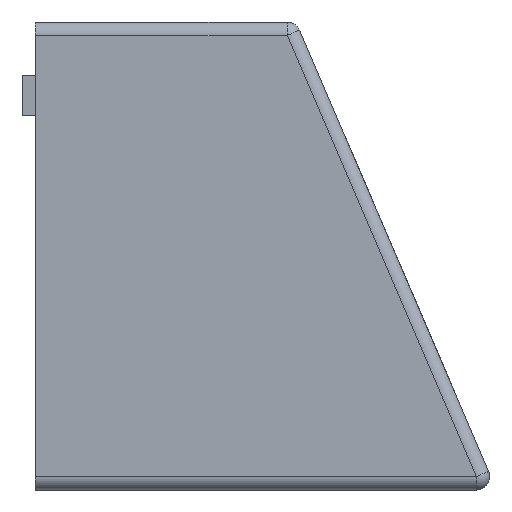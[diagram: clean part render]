
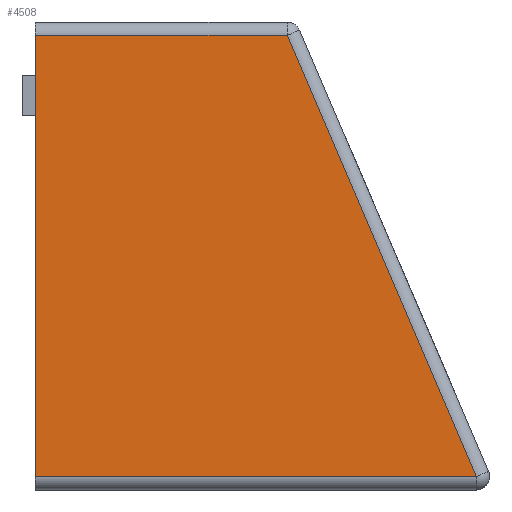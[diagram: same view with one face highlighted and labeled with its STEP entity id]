
A CAD part, front view. The second image highlights one B-rep face of the part: STEP entity #4508.
In plain terms, the highlighted planar face has unit normal (0, -1, 0).
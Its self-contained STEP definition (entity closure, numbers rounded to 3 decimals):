
#416=FACE_OUTER_BOUND('',#699,.T.);
#699=EDGE_LOOP('',(#4018,#4019,#4020,#4021));
#1202=LINE('',#7177,#1742);
#1247=LINE('',#7293,#1787);
#1248=LINE('',#7295,#1788);
#1249=LINE('',#7296,#1789);
#1742=VECTOR('',#5866,10.);
#1787=VECTOR('',#5993,10.);
#1788=VECTOR('',#5994,10.);
#1789=VECTOR('',#5995,10.);
#2166=VERTEX_POINT('',#7174);
#2167=VERTEX_POINT('',#7176);
#2197=VERTEX_POINT('',#7292);
#2198=VERTEX_POINT('',#7294);
#2755=EDGE_CURVE('',#2166,#2167,#1202,.T.);
#2809=EDGE_CURVE('',#2197,#2166,#1247,.T.);
#2810=EDGE_CURVE('',#2198,#2197,#1248,.T.);
#2811=EDGE_CURVE('',#2198,#2167,#1249,.T.);
#4018=ORIENTED_EDGE('',*,*,#2809,.F.);
#4019=ORIENTED_EDGE('',*,*,#2810,.F.);
#4020=ORIENTED_EDGE('',*,*,#2811,.T.);
#4021=ORIENTED_EDGE('',*,*,#2755,.F.);
#4278=PLANE('',#4828);
#4508=ADVANCED_FACE('',(#416),#4278,.F.);
#4828=AXIS2_PLACEMENT_3D('',#7291,#5991,#5992);
#5866=DIRECTION('',(0.,0.,1.));
#5991=DIRECTION('center_axis',(0.,1.,0.));
#5992=DIRECTION('ref_axis',(1.,0.,0.));
#5993=DIRECTION('',(-1.,0.,0.));
#5994=DIRECTION('',(0.394,0.,-0.919));
#5995=DIRECTION('',(-1.,0.,0.));
#7174=CARTESIAN_POINT('',(1.,0.,2.));
#7176=CARTESIAN_POINT('',(1.,0.,68.));
#7177=CARTESIAN_POINT('',(1.,0.,35.));
#7291=CARTESIAN_POINT('Origin',(35.,0.,35.));
#7292=CARTESIAN_POINT('',(66.967,0.,2.));
#7293=CARTESIAN_POINT('',(52.5,0.,2.));
#7294=CARTESIAN_POINT('',(38.681,0.,68.));
#7295=CARTESIAN_POINT('',(44.11,0.,55.333));
#7296=CARTESIAN_POINT('',(6.,0.,68.));
